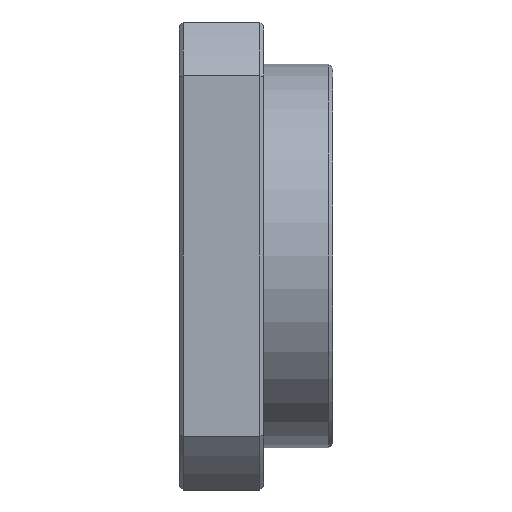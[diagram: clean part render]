
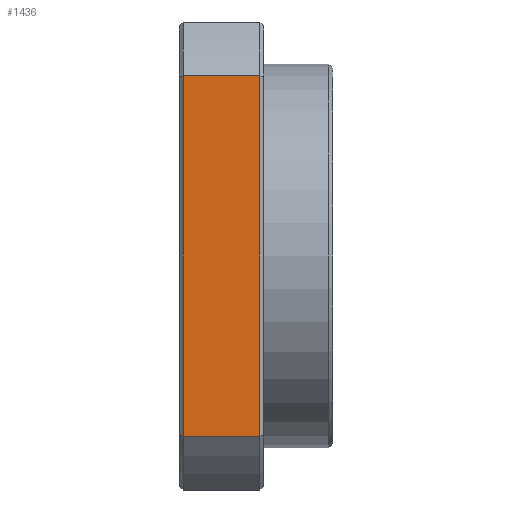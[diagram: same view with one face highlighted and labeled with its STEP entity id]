
A CAD part, front view. The second image highlights one B-rep face of the part: STEP entity #1436.
In plain terms, the highlighted planar face has unit normal (0, -1, 0).
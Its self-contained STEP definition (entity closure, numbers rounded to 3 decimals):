
#1146 = EDGE_CURVE ( 'NONE', #1148, #1149, #1997, .T. ) ;
#1148 = VERTEX_POINT ( 'NONE', #1993 ) ;
#1149 = VERTEX_POINT ( 'NONE', #1992 ) ;
#1152 = EDGE_CURVE ( 'NONE', #1153, #1156, #1986, .T. ) ;
#1153 = VERTEX_POINT ( 'NONE', #2047 ) ;
#1156 = VERTEX_POINT ( 'NONE', #2046 ) ;
#1407 = ORIENTED_EDGE ( 'NONE', *, *, #1146, .T. ) ;
#1408 = ORIENTED_EDGE ( 'NONE', *, *, #1411, .T. ) ;
#1411 = EDGE_CURVE ( 'NONE', #1149, #1153, #2496, .T. ) ;
#1418 = EDGE_CURVE ( 'NONE', #1156, #1148, #2481, .T. ) ;
#1420 = ORIENTED_EDGE ( 'NONE', *, *, #1152, .T. ) ;
#1422 = EDGE_LOOP ( 'NONE', ( #1420, #1424, #1407, #1408 ) ) ;
#1424 = ORIENTED_EDGE ( 'NONE', *, *, #1418, .T. ) ;
#1436 = ADVANCED_FACE ( 'NONE', ( #2509 ), #2508, .T. ) ;
#1983 = DIRECTION ( 'NONE',  ( -1., 0., 0. ) ) ;
#1984 = VECTOR ( 'NONE', #1983, 1000. ) ;
#1985 = CARTESIAN_POINT ( 'NONE',  ( -81.647, -30.5, 23.495 ) ) ;
#1986 = LINE ( 'NONE', #1985, #1984 ) ;
#1992 = CARTESIAN_POINT ( 'NONE',  ( 10.5, -30.5, -23.495 ) ) ;
#1993 = CARTESIAN_POINT ( 'NONE',  ( 0.5, -30.5, -23.495 ) ) ;
#1994 = DIRECTION ( 'NONE',  ( 1., 0., 0. ) ) ;
#1995 = VECTOR ( 'NONE', #1994, 1000. ) ;
#1996 = CARTESIAN_POINT ( 'NONE',  ( -81.647, -30.5, -23.495 ) ) ;
#1997 = LINE ( 'NONE', #1996, #1995 ) ;
#2046 = CARTESIAN_POINT ( 'NONE',  ( 0.5, -30.5, 23.495 ) ) ;
#2047 = CARTESIAN_POINT ( 'NONE',  ( 10.5, -30.5, 23.495 ) ) ;
#2478 = DIRECTION ( 'NONE',  ( 0., 0., -1. ) ) ;
#2479 = VECTOR ( 'NONE', #2478, 1000. ) ;
#2480 = CARTESIAN_POINT ( 'NONE',  ( 0.5, -30.5, -23.495 ) ) ;
#2481 = LINE ( 'NONE', #2480, #2479 ) ;
#2493 = DIRECTION ( 'NONE',  ( 0., 0., 1. ) ) ;
#2494 = VECTOR ( 'NONE', #2493, 1000. ) ;
#2495 = CARTESIAN_POINT ( 'NONE',  ( 10.5, -30.5, 23.495 ) ) ;
#2496 = LINE ( 'NONE', #2495, #2494 ) ;
#2504 = DIRECTION ( 'NONE',  ( 0., 0., -1. ) ) ;
#2505 = DIRECTION ( 'NONE',  ( 0., -1., 0. ) ) ;
#2506 = CARTESIAN_POINT ( 'NONE',  ( 50., -30.5, -30.5 ) ) ;
#2507 = AXIS2_PLACEMENT_3D ( 'NONE', #2506, #2505, #2504 ) ;
#2508 = PLANE ( 'NONE',  #2507 ) ;
#2509 = FACE_OUTER_BOUND ( 'NONE', #1422, .T. ) ;
